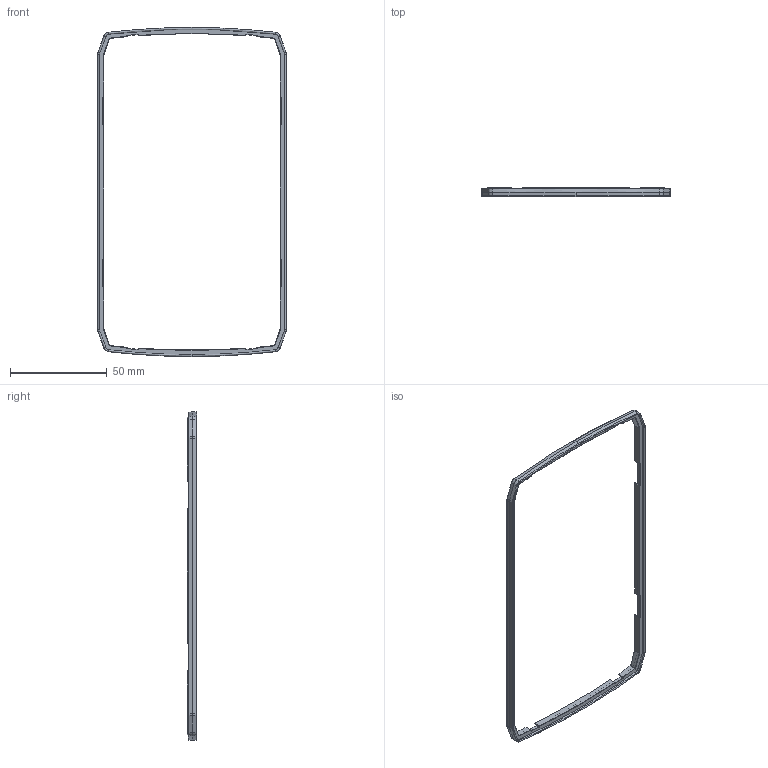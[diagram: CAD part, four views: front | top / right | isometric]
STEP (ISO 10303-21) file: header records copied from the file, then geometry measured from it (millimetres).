
FILE_DESCRIPTION (( 'STEP AP214' ), '1' );
FILE_NAME ('#4-GASKET(PMAX4).STEP', '2019-05-22T06:21:09', ( '' ), ( '' ), 'SwSTEP 2.0', 'SolidWorks 2017', '' );
FILE_SCHEMA (( 'AUTOMOTIVE_DESIGN' ));
Length unit declared in the file: millimetre
Products named in the file (1): #4-GASKET(PMAX4)
Bounding box: 97.51 x 4.83 x 170.05 mm (x, y, z)
Volume: 4145 mm3; surface area: 8359.2 mm2
Topology: 1 solids, 1 shells, 335 faces, 849 edges, 486 vertices
Faces by surface type: bspline 105, cylinder 105, plane 74, cone 41, torus 10
Entity records: 12149 total; most frequent: CARTESIAN_POINT 4700, ORIENTED_EDGE 1638, DIRECTION 1485, EDGE_CURVE 819, AXIS2_PLACEMENT_3D 577, VERTEX_POINT 486, CIRCLE 346, EDGE_LOOP 337
